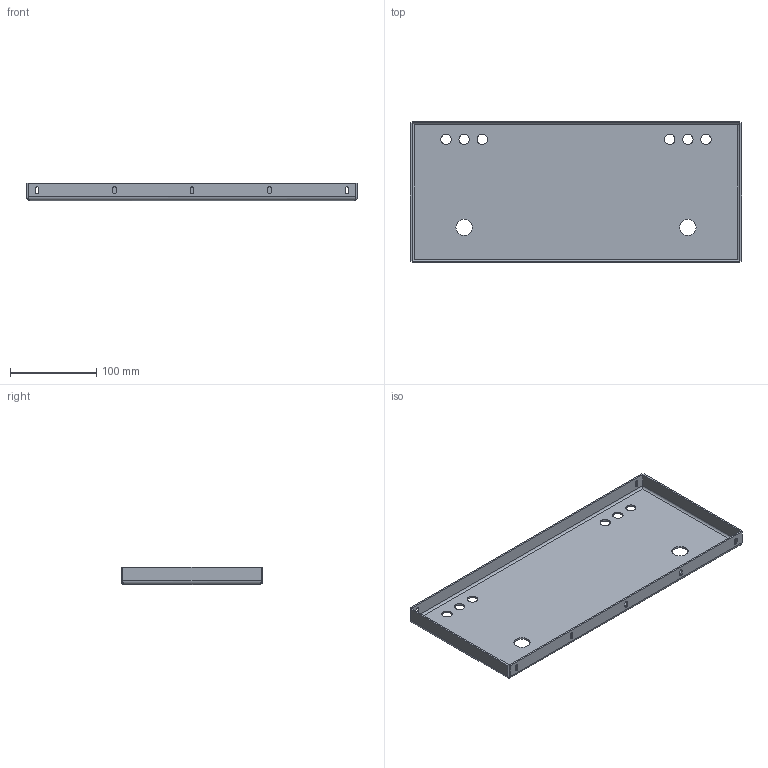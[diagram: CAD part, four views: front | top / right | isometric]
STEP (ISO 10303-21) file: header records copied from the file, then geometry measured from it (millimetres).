
FILE_DESCRIPTION (( 'STEP AP203' ), '1' );
FILE_NAME ('MMP.00.00.00.002 Back panel.STEP', '2023-02-14T11:21:05', ( '' ), ( '' ), 'SwSTEP 2.0', 'SolidWorks 2017', '' );
FILE_SCHEMA (( 'CONFIG_CONTROL_DESIGN' ));
Length unit declared in the file: millimetre
Products named in the file (1): MMP.00.00.00.002 Back panel
Bounding box: 384.8 x 165 x 20 mm (x, y, z)
Volume: 159826.2 mm3; surface area: 163326.2 mm2
Topology: 1 solids, 1 shells, 89 faces, 229 edges, 142 vertices
Faces by surface type: cylinder 45, plane 36, bspline 8
Entity records: 3667 total; most frequent: CARTESIAN_POINT 1390, ORIENTED_EDGE 458, DIRECTION 439, EDGE_CURVE 229, AXIS2_PLACEMENT_3D 156, VERTEX_POINT 142, VECTOR 127, LINE 127
